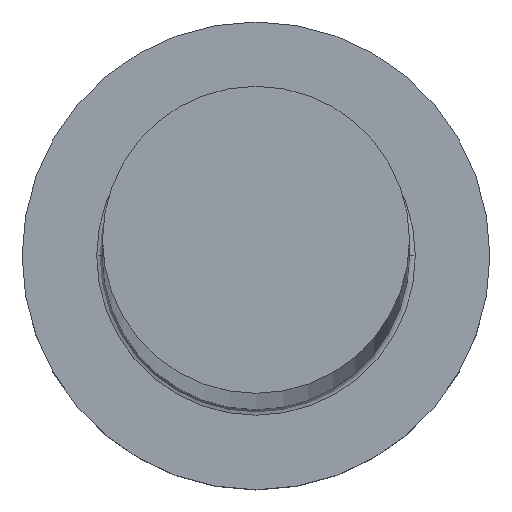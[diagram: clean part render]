
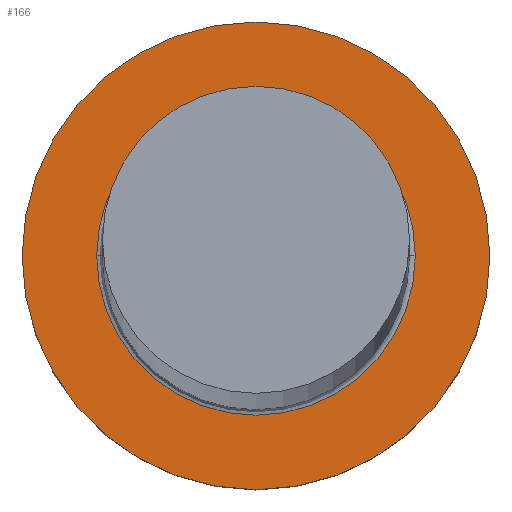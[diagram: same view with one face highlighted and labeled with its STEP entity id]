
A CAD part, top view. The second image highlights one B-rep face of the part: STEP entity #166.
In plain terms, the highlighted planar face has unit normal (0, 0, 1).
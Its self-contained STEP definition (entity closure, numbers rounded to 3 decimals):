
#14 = CARTESIAN_POINT ( 'NONE',  ( 0., 0., 5. ) ) ;
#17 = CARTESIAN_POINT ( 'NONE',  ( 0., 0., 5. ) ) ;
#20 = EDGE_CURVE ( 'NONE', #149, #126, #271, .T. ) ;
#24 = VERTEX_POINT ( 'NONE', #205 ) ;
#33 = ORIENTED_EDGE ( 'NONE', *, *, #161, .T. ) ;
#68 = FACE_BOUND ( 'NONE', #222, .T. ) ;
#80 = DIRECTION ( 'NONE',  ( 0., 0., -1. ) ) ;
#89 = AXIS2_PLACEMENT_3D ( 'NONE', #17, #233, #92 ) ;
#90 = DIRECTION ( 'NONE',  ( 1., 0., 0. ) ) ;
#92 = DIRECTION ( 'NONE',  ( 1., 0., 0. ) ) ;
#94 = DIRECTION ( 'NONE',  ( 0., 0., -1. ) ) ;
#96 = CIRCLE ( 'NONE', #89, 8. ) ;
#100 = EDGE_LOOP ( 'NONE', ( #33, #220 ) ) ;
#105 = EDGE_CURVE ( 'NONE', #288, #24, #263, .T. ) ;
#108 = CARTESIAN_POINT ( 'NONE',  ( 8., 0., 5. ) ) ;
#115 = CARTESIAN_POINT ( 'NONE',  ( 5.45, 0., 5. ) ) ;
#126 = VERTEX_POINT ( 'NONE', #115 ) ;
#135 = AXIS2_PLACEMENT_3D ( 'NONE', #297, #290, #249 ) ;
#149 = VERTEX_POINT ( 'NONE', #306 ) ;
#160 = FACE_OUTER_BOUND ( 'NONE', #100, .T. ) ;
#161 = EDGE_CURVE ( 'NONE', #24, #288, #96, .T. ) ;
#166 = ADVANCED_FACE ( 'NONE', ( #68, #160 ), #208, .T. ) ;
#188 = DIRECTION ( 'NONE',  ( 1., 0., 0. ) ) ;
#195 = ORIENTED_EDGE ( 'NONE', *, *, #20, .T. ) ;
#199 = AXIS2_PLACEMENT_3D ( 'NONE', #14, #80, #301 ) ;
#205 = CARTESIAN_POINT ( 'NONE',  ( -8., 0., 5. ) ) ;
#208 = PLANE ( 'NONE',  #260 ) ;
#211 = CARTESIAN_POINT ( 'NONE',  ( 0., 0., 5. ) ) ;
#220 = ORIENTED_EDGE ( 'NONE', *, *, #105, .T. ) ;
#222 = EDGE_LOOP ( 'NONE', ( #250, #195 ) ) ;
#233 = DIRECTION ( 'NONE',  ( 0., 0., 1. ) ) ;
#235 = CARTESIAN_POINT ( 'NONE',  ( 0., 0., 5. ) ) ;
#237 = EDGE_CURVE ( 'NONE', #126, #149, #278, .T. ) ;
#249 = DIRECTION ( 'NONE',  ( 1., 0., 0. ) ) ;
#250 = ORIENTED_EDGE ( 'NONE', *, *, #237, .T. ) ;
#258 = DIRECTION ( 'NONE',  ( 0., 0., 1. ) ) ;
#260 = AXIS2_PLACEMENT_3D ( 'NONE', #211, #258, #90 ) ;
#263 = CIRCLE ( 'NONE', #135, 8. ) ;
#271 = CIRCLE ( 'NONE', #199, 5.45 ) ;
#278 = CIRCLE ( 'NONE', #283, 5.45 ) ;
#283 = AXIS2_PLACEMENT_3D ( 'NONE', #235, #94, #188 ) ;
#288 = VERTEX_POINT ( 'NONE', #108 ) ;
#290 = DIRECTION ( 'NONE',  ( 0., 0., 1. ) ) ;
#297 = CARTESIAN_POINT ( 'NONE',  ( 0., 0., 5. ) ) ;
#301 = DIRECTION ( 'NONE',  ( 1., 0., 0. ) ) ;
#306 = CARTESIAN_POINT ( 'NONE',  ( -5.45, 0., 5. ) ) ;
